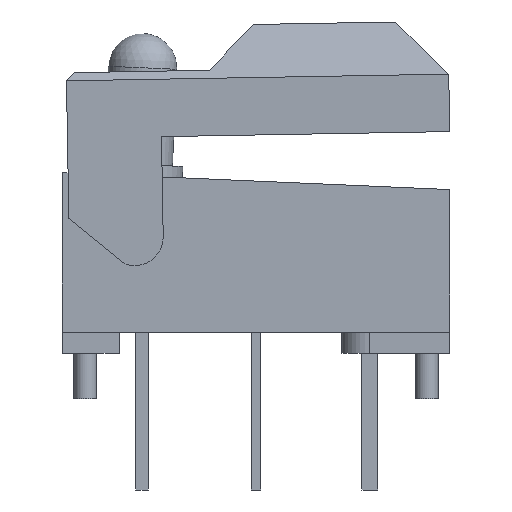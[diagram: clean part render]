
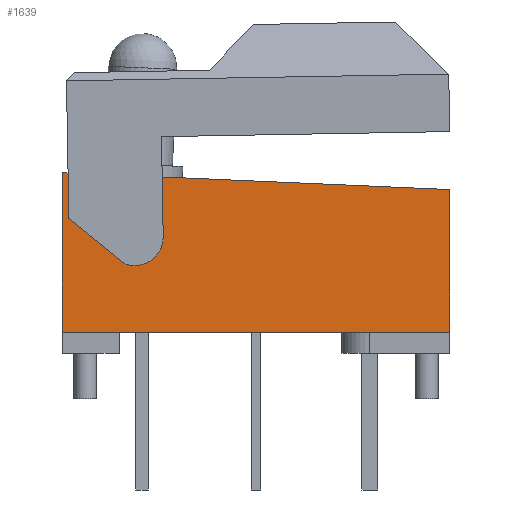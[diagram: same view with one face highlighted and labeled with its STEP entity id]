
A CAD part, left-side view. The second image highlights one B-rep face of the part: STEP entity #1639.
In plain terms, the highlighted planar face has unit normal (-1, 0, 0).
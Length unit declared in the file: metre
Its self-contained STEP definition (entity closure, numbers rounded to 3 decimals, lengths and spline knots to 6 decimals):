
#97=LINE('',#2618,#299);
#103=LINE('',#2628,#305);
#130=LINE('',#2686,#332);
#153=LINE('',#2740,#355);
#160=LINE('',#2752,#362);
#161=LINE('',#2756,#363);
#162=LINE('',#2758,#364);
#163=LINE('',#2759,#365);
#299=VECTOR('',#2173,1.);
#305=VECTOR('',#2179,1.);
#332=VECTOR('',#2212,1.);
#355=VECTOR('',#2247,1.);
#362=VECTOR('',#2256,1.);
#363=VECTOR('',#2259,1.);
#364=VECTOR('',#2260,1.);
#365=VECTOR('',#2261,1.);
#480=PLANE('',#1966);
#736=ORIENTED_EDGE('',*,*,#1050,.F.);
#737=ORIENTED_EDGE('',*,*,#1118,.T.);
#738=ORIENTED_EDGE('',*,*,#1119,.T.);
#739=ORIENTED_EDGE('',*,*,#1120,.F.);
#740=ORIENTED_EDGE('',*,*,#1121,.F.);
#741=ORIENTED_EDGE('',*,*,#1056,.F.);
#742=ORIENTED_EDGE('',*,*,#1111,.T.);
#743=ORIENTED_EDGE('',*,*,#1085,.T.);
#744=ORIENTED_EDGE('',*,*,#1122,.F.);
#1050=EDGE_CURVE('',#1255,#1257,#97,.T.);
#1056=EDGE_CURVE('',#1260,#1261,#103,.T.);
#1085=EDGE_CURVE('',#1271,#1288,#130,.T.);
#1111=EDGE_CURVE('',#1260,#1271,#153,.T.);
#1118=EDGE_CURVE('',#1255,#1318,#160,.T.);
#1119=EDGE_CURVE('',#1318,#1319,#1374,.T.);
#1120=EDGE_CURVE('',#1320,#1319,#161,.T.);
#1121=EDGE_CURVE('',#1261,#1320,#162,.T.);
#1122=EDGE_CURVE('',#1257,#1288,#163,.T.);
#1255=VERTEX_POINT('',#2616);
#1257=VERTEX_POINT('',#2619);
#1260=VERTEX_POINT('',#2627);
#1261=VERTEX_POINT('',#2629);
#1271=VERTEX_POINT('',#2651);
#1288=VERTEX_POINT('',#2685);
#1318=VERTEX_POINT('',#2753);
#1319=VERTEX_POINT('',#2755);
#1320=VERTEX_POINT('',#2757);
#1374=CIRCLE('',#1967,0.00127);
#1425=EDGE_LOOP('',(#736,#737,#738,#739,#740,#741,#742,#743,#744));
#1533=FACE_BOUND('',#1425,.T.);
#1639=ADVANCED_FACE('',(#1533),#480,.F.);
#1966=AXIS2_PLACEMENT_3D('',#2751,#2254,#2255);
#1967=AXIS2_PLACEMENT_3D('',#2754,#2257,#2258);
#2173=DIRECTION('',(0.,-0.999,-0.044));
#2179=DIRECTION('',(0.,-0.999,-0.044));
#2212=DIRECTION('',(0.,-1.,0.));
#2247=DIRECTION('',(0.,0.,-1.));
#2254=DIRECTION('',(1.,0.,0.));
#2255=DIRECTION('',(0.,1.,0.));
#2256=DIRECTION('',(0.,-0.017,-1.));
#2257=DIRECTION('',(1.,0.,0.));
#2258=DIRECTION('',(0.,1.,0.));
#2259=DIRECTION('',(0.,-0.775,-0.632));
#2260=DIRECTION('',(0.,-0.017,-1.));
#2261=DIRECTION('',(0.,0.,-1.));
#2616=CARTESIAN_POINT('',(-0.006096,0.009263,0.007857));
#2618=CARTESIAN_POINT('',(-0.006096,0.005088,0.007675));
#2619=CARTESIAN_POINT('',(-0.006096,-0.003556,0.007298));
#2627=CARTESIAN_POINT('',(-0.006096,0.013716,0.008052));
#2628=CARTESIAN_POINT('',(-0.006096,0.005088,0.007675));
#2629=CARTESIAN_POINT('',(-0.006096,0.013458,0.008041));
#2651=CARTESIAN_POINT('',(-0.006096,0.013716,0.00094));
#2685=CARTESIAN_POINT('',(-0.006096,-0.003556,0.00094));
#2686=CARTESIAN_POINT('',(-0.006096,0.00508,0.00094));
#2740=CARTESIAN_POINT('',(-0.006096,0.013716,0.008052));
#2751=CARTESIAN_POINT('',(-0.006096,0.00508,0.008052));
#2752=CARTESIAN_POINT('',(-0.006096,0.009265,0.007979));
#2753=CARTESIAN_POINT('',(-0.006096,0.009217,0.005203));
#2754=CARTESIAN_POINT('',(-0.006096,0.010487,0.005181));
#2755=CARTESIAN_POINT('',(-0.006096,0.010923,0.003988));
#2756=CARTESIAN_POINT('',(-0.006096,0.009406,0.00275));
#2757=CARTESIAN_POINT('',(-0.006096,0.013423,0.006028));
#2758=CARTESIAN_POINT('',(-0.006096,0.013456,0.007906));
#2759=CARTESIAN_POINT('',(-0.006096,-0.003556,0.008052));
